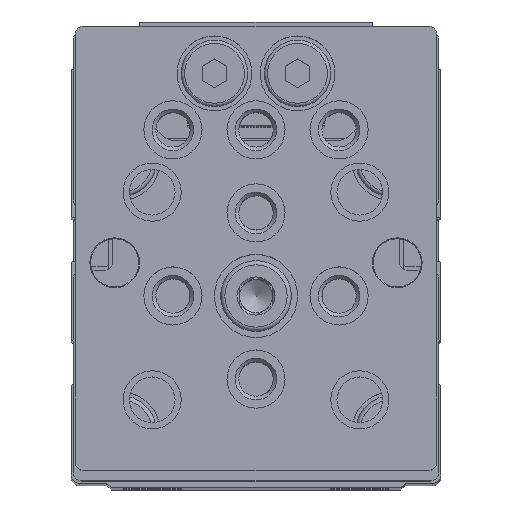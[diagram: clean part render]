
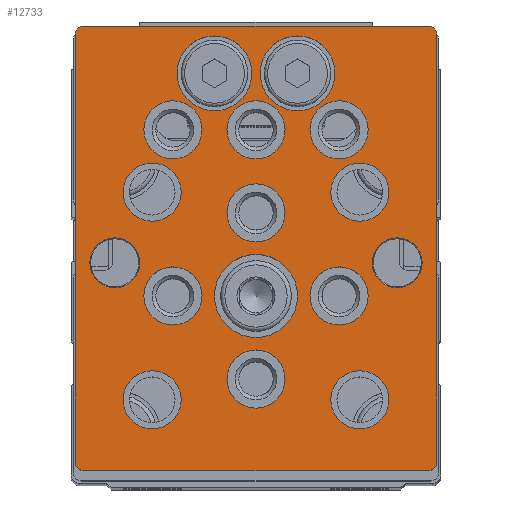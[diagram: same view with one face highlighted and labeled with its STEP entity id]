
A CAD part, top view. The second image highlights one B-rep face of the part: STEP entity #12733.
In plain terms, the highlighted planar face has unit normal (0, 0, 1).
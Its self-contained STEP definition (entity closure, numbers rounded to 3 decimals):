
#679=PLANE('',#14072);
#1569=LINE('',#21813,#2479);
#1573=LINE('',#21825,#2483);
#1577=LINE('',#21837,#2487);
#1581=LINE('',#21847,#2491);
#2479=VECTOR('',#17504,1000.);
#2483=VECTOR('',#17516,1000.);
#2487=VECTOR('',#17528,1000.);
#2491=VECTOR('',#17540,1000.);
#5509=ORIENTED_EDGE('',*,*,#7440,.T.);
#5510=ORIENTED_EDGE('',*,*,#7441,.T.);
#5511=ORIENTED_EDGE('',*,*,#7442,.T.);
#5512=ORIENTED_EDGE('',*,*,#7443,.T.);
#5513=ORIENTED_EDGE('',*,*,#7444,.T.);
#5514=ORIENTED_EDGE('',*,*,#7445,.T.);
#5515=ORIENTED_EDGE('',*,*,#7446,.T.);
#5516=ORIENTED_EDGE('',*,*,#7447,.T.);
#5517=ORIENTED_EDGE('',*,*,#7448,.T.);
#5518=ORIENTED_EDGE('',*,*,#7449,.T.);
#5519=ORIENTED_EDGE('',*,*,#7450,.T.);
#5520=ORIENTED_EDGE('',*,*,#7451,.T.);
#5521=ORIENTED_EDGE('',*,*,#7452,.T.);
#5522=ORIENTED_EDGE('',*,*,#7453,.T.);
#5523=ORIENTED_EDGE('',*,*,#7454,.F.);
#5524=ORIENTED_EDGE('',*,*,#7455,.F.);
#5525=ORIENTED_EDGE('',*,*,#7417,.T.);
#5526=ORIENTED_EDGE('',*,*,#7421,.T.);
#5527=ORIENTED_EDGE('',*,*,#7424,.T.);
#5528=ORIENTED_EDGE('',*,*,#7427,.T.);
#5529=ORIENTED_EDGE('',*,*,#7430,.T.);
#5530=ORIENTED_EDGE('',*,*,#7433,.T.);
#5531=ORIENTED_EDGE('',*,*,#7436,.T.);
#5532=ORIENTED_EDGE('',*,*,#7439,.T.);
#7417=EDGE_CURVE('',#8706,#8705,#9372,.T.);
#7421=EDGE_CURVE('',#8705,#8708,#1569,.T.);
#7424=EDGE_CURVE('',#8708,#8710,#9374,.T.);
#7427=EDGE_CURVE('',#8710,#8712,#1573,.T.);
#7430=EDGE_CURVE('',#8712,#8714,#9376,.T.);
#7433=EDGE_CURVE('',#8714,#8716,#1577,.T.);
#7436=EDGE_CURVE('',#8716,#8718,#9378,.T.);
#7439=EDGE_CURVE('',#8718,#8706,#1581,.T.);
#7440=EDGE_CURVE('',#8719,#8719,#9379,.T.);
#7441=EDGE_CURVE('',#8720,#8720,#9380,.T.);
#7442=EDGE_CURVE('',#8721,#8721,#9381,.T.);
#7443=EDGE_CURVE('',#8722,#8722,#9382,.T.);
#7444=EDGE_CURVE('',#8723,#8723,#9383,.T.);
#7445=EDGE_CURVE('',#8724,#8724,#9384,.T.);
#7446=EDGE_CURVE('',#8725,#8725,#9385,.T.);
#7447=EDGE_CURVE('',#8726,#8726,#9386,.T.);
#7448=EDGE_CURVE('',#8727,#8727,#9387,.T.);
#7449=EDGE_CURVE('',#8728,#8728,#9388,.T.);
#7450=EDGE_CURVE('',#8729,#8729,#9389,.T.);
#7451=EDGE_CURVE('',#8730,#8730,#9390,.T.);
#7452=EDGE_CURVE('',#8731,#8731,#9391,.T.);
#7453=EDGE_CURVE('',#8732,#8732,#9392,.T.);
#7454=EDGE_CURVE('',#8733,#8733,#9393,.T.);
#7455=EDGE_CURVE('',#8734,#8734,#9394,.T.);
#8705=VERTEX_POINT('',#21804);
#8706=VERTEX_POINT('',#21806);
#8708=VERTEX_POINT('',#21812);
#8710=VERTEX_POINT('',#21818);
#8712=VERTEX_POINT('',#21824);
#8714=VERTEX_POINT('',#21830);
#8716=VERTEX_POINT('',#21836);
#8718=VERTEX_POINT('',#21842);
#8719=VERTEX_POINT('',#21850);
#8720=VERTEX_POINT('',#21852);
#8721=VERTEX_POINT('',#21854);
#8722=VERTEX_POINT('',#21856);
#8723=VERTEX_POINT('',#21858);
#8724=VERTEX_POINT('',#21860);
#8725=VERTEX_POINT('',#21862);
#8726=VERTEX_POINT('',#21864);
#8727=VERTEX_POINT('',#21866);
#8728=VERTEX_POINT('',#21868);
#8729=VERTEX_POINT('',#21870);
#8730=VERTEX_POINT('',#21872);
#8731=VERTEX_POINT('',#21874);
#8732=VERTEX_POINT('',#21876);
#8733=VERTEX_POINT('',#21878);
#8734=VERTEX_POINT('',#21880);
#9372=CIRCLE('',#14058,1.);
#9374=CIRCLE('',#14062,1.);
#9376=CIRCLE('',#14066,1.);
#9378=CIRCLE('',#14070,1.);
#9379=CIRCLE('',#14073,5.);
#9380=CIRCLE('',#14074,3.5);
#9381=CIRCLE('',#14075,3.5);
#9382=CIRCLE('',#14076,3.5);
#9383=CIRCLE('',#14077,3.5);
#9384=CIRCLE('',#14078,3.);
#9385=CIRCLE('',#14079,3.);
#9386=CIRCLE('',#14080,3.5);
#9387=CIRCLE('',#14081,3.5);
#9388=CIRCLE('',#14082,3.5);
#9389=CIRCLE('',#14083,3.5);
#9390=CIRCLE('',#14084,3.5);
#9391=CIRCLE('',#14085,3.5);
#9392=CIRCLE('',#14086,3.5);
#9393=CIRCLE('',#14087,4.5);
#9394=CIRCLE('',#14088,4.5);
#10426=EDGE_LOOP('',(#5509));
#10427=EDGE_LOOP('',(#5510));
#10428=EDGE_LOOP('',(#5511));
#10429=EDGE_LOOP('',(#5512));
#10430=EDGE_LOOP('',(#5513));
#10431=EDGE_LOOP('',(#5514));
#10432=EDGE_LOOP('',(#5515));
#10433=EDGE_LOOP('',(#5516));
#10434=EDGE_LOOP('',(#5517));
#10435=EDGE_LOOP('',(#5518));
#10436=EDGE_LOOP('',(#5519));
#10437=EDGE_LOOP('',(#5520));
#10438=EDGE_LOOP('',(#5521));
#10439=EDGE_LOOP('',(#5522));
#10440=EDGE_LOOP('',(#5523));
#10441=EDGE_LOOP('',(#5524));
#10442=EDGE_LOOP('',(#5525,#5526,#5527,#5528,#5529,#5530,#5531,#5532));
#11603=FACE_BOUND('',#10426,.T.);
#11604=FACE_BOUND('',#10427,.T.);
#11605=FACE_BOUND('',#10428,.T.);
#11606=FACE_BOUND('',#10429,.T.);
#11607=FACE_BOUND('',#10430,.T.);
#11608=FACE_BOUND('',#10431,.T.);
#11609=FACE_BOUND('',#10432,.T.);
#11610=FACE_BOUND('',#10433,.T.);
#11611=FACE_BOUND('',#10434,.T.);
#11612=FACE_BOUND('',#10435,.T.);
#11613=FACE_BOUND('',#10436,.T.);
#11614=FACE_BOUND('',#10437,.T.);
#11615=FACE_BOUND('',#10438,.T.);
#11616=FACE_BOUND('',#10439,.T.);
#11617=FACE_BOUND('',#10440,.T.);
#11618=FACE_BOUND('',#10441,.T.);
#11619=FACE_BOUND('',#10442,.T.);
#12733=ADVANCED_FACE('',(#11603,#11604,#11605,#11606,#11607,#11608,#11609,
#11610,#11611,#11612,#11613,#11614,#11615,#11616,#11617,#11618,#11619),
#679,.T.);
#14058=AXIS2_PLACEMENT_3D('',#21805,#17497,#17498);
#14062=AXIS2_PLACEMENT_3D('',#21819,#17510,#17511);
#14066=AXIS2_PLACEMENT_3D('',#21831,#17522,#17523);
#14070=AXIS2_PLACEMENT_3D('',#21843,#17534,#17535);
#14072=AXIS2_PLACEMENT_3D('',#21848,#17541,#17542);
#14073=AXIS2_PLACEMENT_3D('',#21849,#17543,#17544);
#14074=AXIS2_PLACEMENT_3D('',#21851,#17545,#17546);
#14075=AXIS2_PLACEMENT_3D('',#21853,#17547,#17548);
#14076=AXIS2_PLACEMENT_3D('',#21855,#17549,#17550);
#14077=AXIS2_PLACEMENT_3D('',#21857,#17551,#17552);
#14078=AXIS2_PLACEMENT_3D('',#21859,#17553,#17554);
#14079=AXIS2_PLACEMENT_3D('',#21861,#17555,#17556);
#14080=AXIS2_PLACEMENT_3D('',#21863,#17557,#17558);
#14081=AXIS2_PLACEMENT_3D('',#21865,#17559,#17560);
#14082=AXIS2_PLACEMENT_3D('',#21867,#17561,#17562);
#14083=AXIS2_PLACEMENT_3D('',#21869,#17563,#17564);
#14084=AXIS2_PLACEMENT_3D('',#21871,#17565,#17566);
#14085=AXIS2_PLACEMENT_3D('',#21873,#17567,#17568);
#14086=AXIS2_PLACEMENT_3D('',#21875,#17569,#17570);
#14087=AXIS2_PLACEMENT_3D('',#21877,#17571,#17572);
#14088=AXIS2_PLACEMENT_3D('',#21879,#17573,#17574);
#17497=DIRECTION('',(0.,0.,1.));
#17498=DIRECTION('',(1.,0.,0.));
#17504=DIRECTION('',(0.,-1.,0.));
#17510=DIRECTION('',(0.,0.,1.));
#17511=DIRECTION('',(1.,0.,0.));
#17516=DIRECTION('',(1.,0.,0.));
#17522=DIRECTION('',(0.,0.,1.));
#17523=DIRECTION('',(1.,0.,0.));
#17528=DIRECTION('',(0.,1.,0.));
#17534=DIRECTION('',(0.,0.,1.));
#17535=DIRECTION('',(1.,0.,0.));
#17540=DIRECTION('',(-1.,0.,0.));
#17541=DIRECTION('',(0.,0.,1.));
#17542=DIRECTION('',(1.,0.,0.));
#17543=DIRECTION('',(0.,0.,-1.));
#17544=DIRECTION('',(-1.,0.,0.));
#17545=DIRECTION('',(0.,0.,-1.));
#17546=DIRECTION('',(-1.,0.,0.));
#17547=DIRECTION('',(0.,0.,-1.));
#17548=DIRECTION('',(-1.,0.,0.));
#17549=DIRECTION('',(0.,0.,-1.));
#17550=DIRECTION('',(-1.,0.,0.));
#17551=DIRECTION('',(0.,0.,-1.));
#17552=DIRECTION('',(-1.,0.,0.));
#17553=DIRECTION('',(0.,0.,-1.));
#17554=DIRECTION('',(-1.,0.,0.));
#17555=DIRECTION('',(0.,0.,-1.));
#17556=DIRECTION('',(-1.,0.,0.));
#17557=DIRECTION('',(0.,0.,-1.));
#17558=DIRECTION('',(-1.,0.,0.));
#17559=DIRECTION('',(0.,0.,-1.));
#17560=DIRECTION('',(-1.,0.,0.));
#17561=DIRECTION('',(0.,0.,-1.));
#17562=DIRECTION('',(-1.,0.,0.));
#17563=DIRECTION('',(0.,0.,-1.));
#17564=DIRECTION('',(-1.,0.,0.));
#17565=DIRECTION('',(0.,0.,-1.));
#17566=DIRECTION('',(-1.,0.,0.));
#17567=DIRECTION('',(0.,0.,-1.));
#17568=DIRECTION('',(-1.,0.,0.));
#17569=DIRECTION('',(0.,0.,-1.));
#17570=DIRECTION('',(-1.,0.,0.));
#17571=DIRECTION('',(0.,0.,1.));
#17572=DIRECTION('',(1.,0.,0.));
#17573=DIRECTION('',(0.,0.,1.));
#17574=DIRECTION('',(1.,0.,0.));
#21804=CARTESIAN_POINT('',(-21.75,-1.5,10.));
#21805=CARTESIAN_POINT('',(-20.75,-1.5,10.));
#21806=CARTESIAN_POINT('',(-20.75,-0.5,10.));
#21812=CARTESIAN_POINT('',(-21.75,-53.,10.));
#21813=CARTESIAN_POINT('',(-21.75,-1.5,10.));
#21818=CARTESIAN_POINT('',(-20.75,-54.,10.));
#21819=CARTESIAN_POINT('',(-20.75,-53.,10.));
#21824=CARTESIAN_POINT('',(20.75,-54.,10.));
#21825=CARTESIAN_POINT('',(-20.75,-54.,10.));
#21830=CARTESIAN_POINT('',(21.75,-53.,10.));
#21831=CARTESIAN_POINT('',(20.75,-53.,10.));
#21836=CARTESIAN_POINT('',(21.75,-1.5,10.));
#21837=CARTESIAN_POINT('',(21.75,-53.,10.));
#21842=CARTESIAN_POINT('',(20.75,-0.5,10.));
#21843=CARTESIAN_POINT('',(20.75,-1.5,10.));
#21847=CARTESIAN_POINT('',(20.75,-0.5,10.));
#21848=CARTESIAN_POINT('',(-20.75,-1.5,10.));
#21849=CARTESIAN_POINT('',(0.,-33.,10.));
#21850=CARTESIAN_POINT('',(-5.,-33.,10.));
#21851=CARTESIAN_POINT('',(-12.5,-20.5,10.));
#21852=CARTESIAN_POINT('',(-16.,-20.5,10.));
#21853=CARTESIAN_POINT('',(-12.5,-45.5,10.));
#21854=CARTESIAN_POINT('',(-16.,-45.5,10.));
#21855=CARTESIAN_POINT('',(12.5,-45.5,10.));
#21856=CARTESIAN_POINT('',(9.,-45.5,10.));
#21857=CARTESIAN_POINT('',(12.5,-20.5,10.));
#21858=CARTESIAN_POINT('',(9.,-20.5,10.));
#21859=CARTESIAN_POINT('',(-17.,-29.,10.));
#21860=CARTESIAN_POINT('',(-20.,-29.,10.));
#21861=CARTESIAN_POINT('',(17.,-29.,10.));
#21862=CARTESIAN_POINT('',(14.,-29.,10.));
#21863=CARTESIAN_POINT('',(0.,-43.,10.));
#21864=CARTESIAN_POINT('',(-3.5,-43.,10.));
#21865=CARTESIAN_POINT('',(-10.,-33.,10.));
#21866=CARTESIAN_POINT('',(-13.5,-33.,10.));
#21867=CARTESIAN_POINT('',(10.,-33.,10.));
#21868=CARTESIAN_POINT('',(6.5,-33.,10.));
#21869=CARTESIAN_POINT('',(0.,-23.,10.));
#21870=CARTESIAN_POINT('',(-3.5,-23.,10.));
#21871=CARTESIAN_POINT('',(-10.,-13.,10.));
#21872=CARTESIAN_POINT('',(-13.5,-13.,10.));
#21873=CARTESIAN_POINT('',(0.,-13.,10.));
#21874=CARTESIAN_POINT('',(-3.5,-13.,10.));
#21875=CARTESIAN_POINT('',(10.,-13.,10.));
#21876=CARTESIAN_POINT('',(6.5,-13.,10.));
#21877=CARTESIAN_POINT('',(-5.,-6.2,10.));
#21878=CARTESIAN_POINT('',(-0.5,-6.2,10.));
#21879=CARTESIAN_POINT('',(5.,-6.2,10.));
#21880=CARTESIAN_POINT('',(9.5,-6.2,10.));
